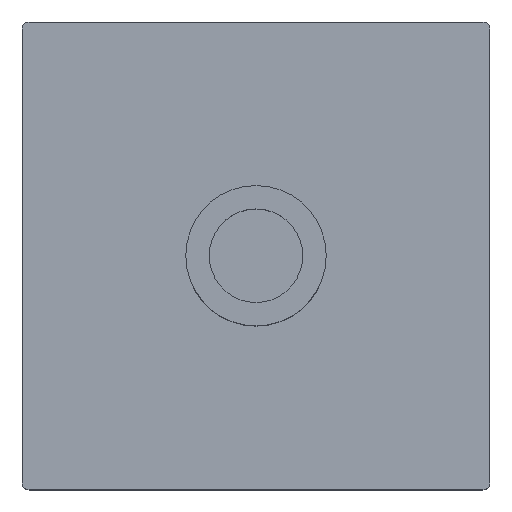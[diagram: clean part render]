
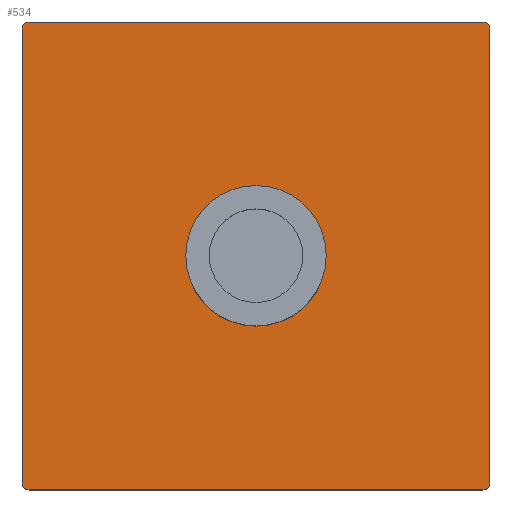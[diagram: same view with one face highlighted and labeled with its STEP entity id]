
A CAD part, top view. The second image highlights one B-rep face of the part: STEP entity #534.
In plain terms, the highlighted planar face has unit normal (0, 0, 1).
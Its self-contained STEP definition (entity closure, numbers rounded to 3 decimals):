
#33 = EDGE_CURVE ( 'NONE', #244, #234, #679, .T. ) ;
#36 = EDGE_CURVE ( 'NONE', #266, #315, #672, .T. ) ;
#37 = EDGE_CURVE ( 'NONE', #191, #209, #140, .T. ) ;
#38 = EDGE_CURVE ( 'NONE', #264, #181, #131, .T. ) ;
#39 = EDGE_CURVE ( 'NONE', #209, #264, #149, .T. ) ;
#40 = EDGE_CURVE ( 'NONE', #315, #316, #146, .T. ) ;
#41 = EDGE_CURVE ( 'NONE', #316, #191, #137, .T. ) ;
#42 = EDGE_CURVE ( 'NONE', #181, #258, #152, .T. ) ;
#43 = EDGE_CURVE ( 'NONE', #258, #266, #136, .T. ) ;
#44 = EDGE_CURVE ( 'NONE', #234, #244, #142, .T. ) ;
#78 = AXIS2_PLACEMENT_3D ( 'NONE', #350, #312, #236 ) ;
#79 = AXIS2_PLACEMENT_3D ( 'NONE', #318, #309, #306 ) ;
#80 = AXIS2_PLACEMENT_3D ( 'NONE', #295, #294, #293 ) ;
#81 = AXIS2_PLACEMENT_3D ( 'NONE', #250, #245, #242 ) ;
#82 = AXIS2_PLACEMENT_3D ( 'NONE', #188, #183, #341 ) ;
#83 = AXIS2_PLACEMENT_3D ( 'NONE', #186, #279, #196 ) ;
#102 = EDGE_LOOP ( 'NONE', ( #414, #693, #413, #686, #696, #691, #420, #423 ) ) ;
#131 = CIRCLE ( 'NONE', #80, 0.3 ) ;
#136 = CIRCLE ( 'NONE', #82, 0.3 ) ;
#137 = LINE ( 'NONE', #228, #147 ) ;
#139 = VECTOR ( 'NONE', #201, 1000. ) ;
#140 = CIRCLE ( 'NONE', #79, 0.3 ) ;
#142 = CIRCLE ( 'NONE', #83, 3. ) ;
#145 = VECTOR ( 'NONE', #283, 1000. ) ;
#146 = CIRCLE ( 'NONE', #81, 0.3 ) ;
#147 = VECTOR ( 'NONE', #219, 1000. ) ;
#149 = LINE ( 'NONE', #284, #145 ) ;
#152 = LINE ( 'NONE', #207, #139 ) ;
#177 = CARTESIAN_POINT ( 'NONE',  ( 9.7, -10., 3. ) ) ;
#178 = CARTESIAN_POINT ( 'NONE',  ( 10., 9.7, 3. ) ) ;
#181 = VERTEX_POINT ( 'NONE', #205 ) ;
#183 = DIRECTION ( 'NONE',  ( 0., 0., 1. ) ) ;
#186 = CARTESIAN_POINT ( 'NONE',  ( 0., 0., 3. ) ) ;
#187 = CARTESIAN_POINT ( 'NONE',  ( 3., 0., 3. ) ) ;
#188 = CARTESIAN_POINT ( 'NONE',  ( 9.7, 9.7, 3. ) ) ;
#190 = CARTESIAN_POINT ( 'NONE',  ( -3., 0., 3. ) ) ;
#191 = VERTEX_POINT ( 'NONE', #199 ) ;
#196 = DIRECTION ( 'NONE',  ( 1., 0., 0. ) ) ;
#198 = CARTESIAN_POINT ( 'NONE',  ( -9.7, -10., 3. ) ) ;
#199 = CARTESIAN_POINT ( 'NONE',  ( -10., -9.7, 3. ) ) ;
#201 = DIRECTION ( 'NONE',  ( 0., 1., 0. ) ) ;
#205 = CARTESIAN_POINT ( 'NONE',  ( 10., -9.7, 3. ) ) ;
#207 = CARTESIAN_POINT ( 'NONE',  ( 10., 10., 3. ) ) ;
#209 = VERTEX_POINT ( 'NONE', #198 ) ;
#219 = DIRECTION ( 'NONE',  ( 0., -1., 0. ) ) ;
#228 = CARTESIAN_POINT ( 'NONE',  ( -10., 10., 3. ) ) ;
#234 = VERTEX_POINT ( 'NONE', #190 ) ;
#236 = DIRECTION ( 'NONE',  ( 1., 0., 0. ) ) ;
#242 = DIRECTION ( 'NONE',  ( 1., 0., 0. ) ) ;
#244 = VERTEX_POINT ( 'NONE', #187 ) ;
#245 = DIRECTION ( 'NONE',  ( 0., 0., 1. ) ) ;
#250 = CARTESIAN_POINT ( 'NONE',  ( -9.7, 9.7, 3. ) ) ;
#258 = VERTEX_POINT ( 'NONE', #178 ) ;
#264 = VERTEX_POINT ( 'NONE', #177 ) ;
#266 = VERTEX_POINT ( 'NONE', #513 ) ;
#279 = DIRECTION ( 'NONE',  ( 0., 0., 1. ) ) ;
#283 = DIRECTION ( 'NONE',  ( 1., 0., 0. ) ) ;
#284 = CARTESIAN_POINT ( 'NONE',  ( -10., -10., 3. ) ) ;
#293 = DIRECTION ( 'NONE',  ( 1., 0., 0. ) ) ;
#294 = DIRECTION ( 'NONE',  ( 0., 0., 1. ) ) ;
#295 = CARTESIAN_POINT ( 'NONE',  ( 9.7, -9.7, 3. ) ) ;
#306 = DIRECTION ( 'NONE',  ( 1., 0., 0. ) ) ;
#309 = DIRECTION ( 'NONE',  ( 0., 0., 1. ) ) ;
#312 = DIRECTION ( 'NONE',  ( 0., 0., 1. ) ) ;
#315 = VERTEX_POINT ( 'NONE', #504 ) ;
#316 = VERTEX_POINT ( 'NONE', #499 ) ;
#318 = CARTESIAN_POINT ( 'NONE',  ( -9.7, -9.7, 3. ) ) ;
#322 = DIRECTION ( 'NONE',  ( -1., 0., 0. ) ) ;
#331 = CARTESIAN_POINT ( 'NONE',  ( -10., 10., 3. ) ) ;
#341 = DIRECTION ( 'NONE',  ( 1., 0., 0. ) ) ;
#350 = CARTESIAN_POINT ( 'NONE',  ( 0., 0., 3. ) ) ;
#385 = AXIS2_PLACEMENT_3D ( 'NONE', #508, #507, #505 ) ;
#413 = ORIENTED_EDGE ( 'NONE', *, *, #41, .T. ) ;
#414 = ORIENTED_EDGE ( 'NONE', *, *, #36, .T. ) ;
#420 = ORIENTED_EDGE ( 'NONE', *, *, #42, .T. ) ;
#423 = ORIENTED_EDGE ( 'NONE', *, *, #43, .T. ) ;
#499 = CARTESIAN_POINT ( 'NONE',  ( -10., 9.7, 3. ) ) ;
#504 = CARTESIAN_POINT ( 'NONE',  ( -9.7, 10., 3. ) ) ;
#505 = DIRECTION ( 'NONE',  ( 1., 0., 0. ) ) ;
#507 = DIRECTION ( 'NONE',  ( 0., 0., 1. ) ) ;
#508 = CARTESIAN_POINT ( 'NONE',  ( -10., 10., 3. ) ) ;
#510 = PLANE ( 'NONE',  #385 ) ;
#513 = CARTESIAN_POINT ( 'NONE',  ( 9.7, 10., 3. ) ) ;
#534 = ADVANCED_FACE ( 'NONE', ( #639, #638 ), #510, .T. ) ;
#547 = EDGE_LOOP ( 'NONE', ( #692, #688 ) ) ;
#638 = FACE_BOUND ( 'NONE', #547, .T. ) ;
#639 = FACE_OUTER_BOUND ( 'NONE', #102, .T. ) ;
#672 = LINE ( 'NONE', #331, #678 ) ;
#678 = VECTOR ( 'NONE', #322, 1000. ) ;
#679 = CIRCLE ( 'NONE', #78, 3. ) ;
#686 = ORIENTED_EDGE ( 'NONE', *, *, #37, .T. ) ;
#688 = ORIENTED_EDGE ( 'NONE', *, *, #33, .F. ) ;
#691 = ORIENTED_EDGE ( 'NONE', *, *, #38, .T. ) ;
#692 = ORIENTED_EDGE ( 'NONE', *, *, #44, .F. ) ;
#693 = ORIENTED_EDGE ( 'NONE', *, *, #40, .T. ) ;
#696 = ORIENTED_EDGE ( 'NONE', *, *, #39, .T. ) ;
